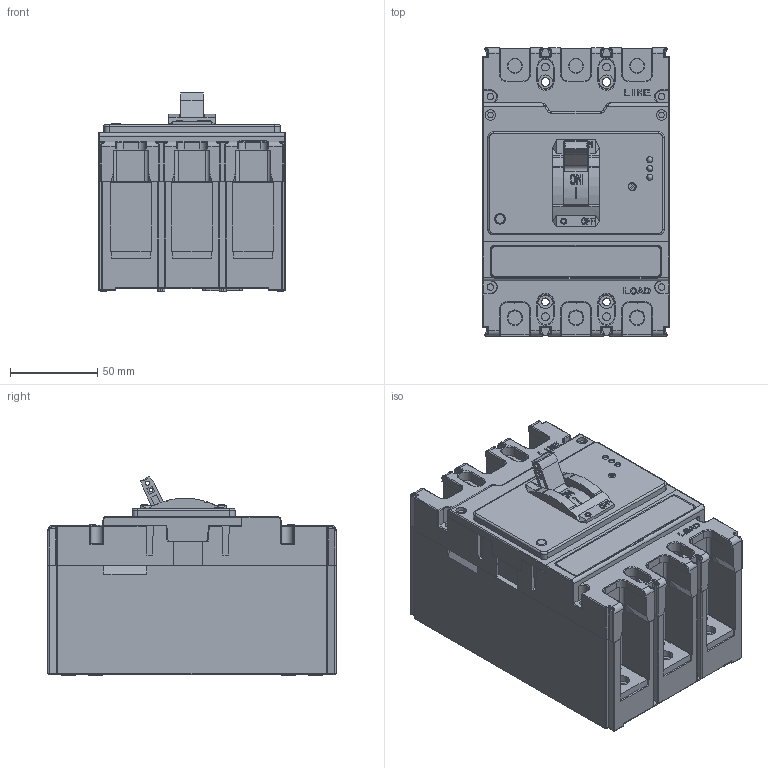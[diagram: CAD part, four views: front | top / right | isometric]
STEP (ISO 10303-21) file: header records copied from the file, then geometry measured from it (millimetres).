
FILE_DESCRIPTION (( 'STEP AP214' ), '1' );
FILE_NAME ('17 HTS3Z-250S,H,R-3P1.STEP', '2024-03-15T10:14:02', ( '' ), ( '' ), 'SwSTEP 2.0', 'SolidWorks 2018', '' );
FILE_SCHEMA (( 'AUTOMOTIVE_DESIGN' ));
Length unit declared in the file: millimetre
Products named in the file (1): 17 HTS3Z-250S,H,R-3P1
Bounding box: 107 x 165 x 113.94 mm (x, y, z)
Volume: 571757.6 mm3; surface area: 322536.1 mm2
Topology: 30 solids, 30 shells, 2931 faces, 7933 edges, 5146 vertices
Faces by surface type: plane 1970, cylinder 740, torus 87, bspline 59, cone 40, sphere 35
Full cylindrical faces by diameter (mm): 2 x3, 2.4 x6, 2.5 x2, 3 x16, 3.1 x1, 3.2 x9, 3.3 x6, 3.4 x1, 3.5 x14, 3.7 x8, 3.8 x3, 4 x8, 4.4 x4, 4.5 x31, 4.91 x2, 5 x14, 5.5 x1, 5.8 x1, 6 x12, 6.2 x1, 8 x10, 8.5 x7, 9 x5, 16.5 x6
Entity records: 94480 total; most frequent: CARTESIAN_POINT 21603, ORIENTED_EDGE 15156, DIRECTION 14439, EDGE_CURVE 7578, VECTOR 5483, LINE 5483, VERTEX_POINT 5042, AXIS2_PLACEMENT_3D 4478
